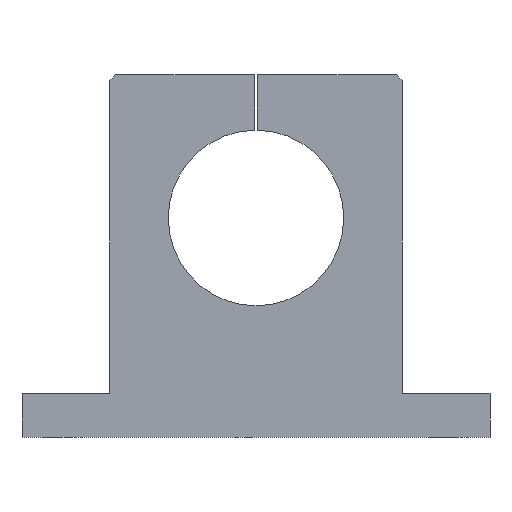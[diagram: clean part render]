
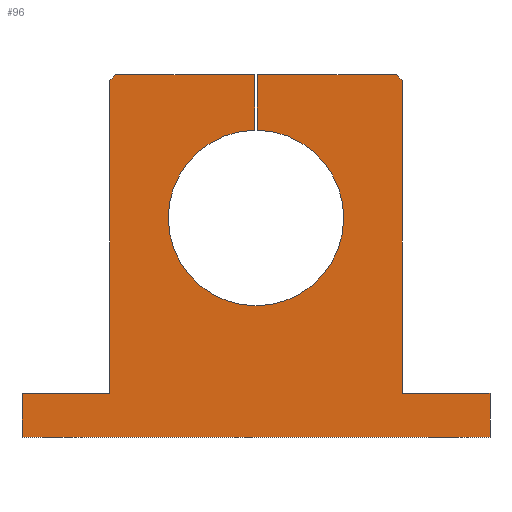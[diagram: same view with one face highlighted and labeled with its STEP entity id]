
A CAD part, front view. The second image highlights one B-rep face of the part: STEP entity #96.
In plain terms, the highlighted planar face has unit normal (0, -1, 0).
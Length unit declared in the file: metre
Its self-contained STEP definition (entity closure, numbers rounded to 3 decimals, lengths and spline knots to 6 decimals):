
#96 = ADVANCED_FACE( '', ( #201 ), #202, .F. );
#201 = FACE_OUTER_BOUND( '', #310, .T. );
#202 = PLANE( '', #311 );
#310 = EDGE_LOOP( '', ( #520, #521, #522, #523, #524, #525, #526, #527, #528, #529, #530, #531, #532, #533 ) );
#311 = AXIS2_PLACEMENT_3D( '', #534, #535, #536 );
#520 = ORIENTED_EDGE( '', *, *, #684, .F. );
#521 = ORIENTED_EDGE( '', *, *, #643, .T. );
#522 = ORIENTED_EDGE( '', *, *, #681, .F. );
#523 = ORIENTED_EDGE( '', *, *, #685, .T. );
#524 = ORIENTED_EDGE( '', *, *, #651, .T. );
#525 = ORIENTED_EDGE( '', *, *, #686, .T. );
#526 = ORIENTED_EDGE( '', *, *, #655, .F. );
#527 = ORIENTED_EDGE( '', *, *, #672, .T. );
#528 = ORIENTED_EDGE( '', *, *, #626, .F. );
#529 = ORIENTED_EDGE( '', *, *, #664, .F. );
#530 = ORIENTED_EDGE( '', *, *, #687, .F. );
#531 = ORIENTED_EDGE( '', *, *, #688, .F. );
#532 = ORIENTED_EDGE( '', *, *, #647, .F. );
#533 = ORIENTED_EDGE( '', *, *, #617, .F. );
#534 = CARTESIAN_POINT( '', ( -0.08, -0.024, 0. ) );
#535 = DIRECTION( '', ( 0., 1., 0. ) );
#536 = DIRECTION( '', ( 0., 0., 1. ) );
#617 = EDGE_CURVE( '', #729, #731, #732, .T. );
#626 = EDGE_CURVE( '', #745, #746, #747, .T. );
#643 = EDGE_CURVE( '', #774, #775, #776, .F. );
#647 = EDGE_CURVE( '', #731, #780, #781, .T. );
#651 = EDGE_CURVE( '', #786, #784, #787, .T. );
#655 = EDGE_CURVE( '', #790, #792, #793, .T. );
#664 = EDGE_CURVE( '', #803, #745, #805, .T. );
#672 = EDGE_CURVE( '', #790, #746, #815, .F. );
#681 = EDGE_CURVE( '', #826, #775, #827, .T. );
#684 = EDGE_CURVE( '', #774, #729, #830, .T. );
#685 = EDGE_CURVE( '', #826, #786, #831, .T. );
#686 = EDGE_CURVE( '', #784, #792, #832, .T. );
#687 = EDGE_CURVE( '', #833, #803, #834, .T. );
#688 = EDGE_CURVE( '', #780, #833, #835, .T. );
#729 = VERTEX_POINT( '', #890 );
#731 = VERTEX_POINT( '', #893 );
#732 = LINE( '', #894, #895 );
#745 = VERTEX_POINT( '', #909 );
#746 = VERTEX_POINT( '', #910 );
#747 = LINE( '', #911, #912 );
#774 = VERTEX_POINT( '', #949 );
#775 = VERTEX_POINT( '', #950 );
#776 = LINE( '', #951, #952 );
#780 = VERTEX_POINT( '', #958 );
#781 = LINE( '', #959, #960 );
#784 = VERTEX_POINT( '', #964 );
#786 = VERTEX_POINT( '', #967 );
#787 = CIRCLE( '', #968, 0.03 );
#790 = VERTEX_POINT( '', #972 );
#792 = VERTEX_POINT( '', #975 );
#793 = LINE( '', #976, #977 );
#803 = VERTEX_POINT( '', #992 );
#805 = LINE( '', #995, #996 );
#815 = LINE( '', #1010, #1011 );
#826 = VERTEX_POINT( '', #1024 );
#827 = LINE( '', #1025, #1026 );
#830 = LINE( '', #1030, #1031 );
#831 = LINE( '', #1032, #1033 );
#832 = LINE( '', #1034, #1035 );
#833 = VERTEX_POINT( '', #1036 );
#834 = LINE( '', #1037, #1038 );
#835 = LINE( '', #1039, #1040 );
#890 = CARTESIAN_POINT( '', ( 0.05, -0.024, 0.015 ) );
#893 = CARTESIAN_POINT( '', ( 0.08, -0.024, 0.015 ) );
#894 = CARTESIAN_POINT( '', ( 0.05, -0.024, 0.015 ) );
#895 = VECTOR( '', #1070, 1. );
#909 = CARTESIAN_POINT( '', ( -0.05, -0.024, 0.015 ) );
#910 = CARTESIAN_POINT( '', ( -0.05, -0.024, 0.122 ) );
#911 = CARTESIAN_POINT( '', ( -0.05, -0.024, 0.015 ) );
#912 = VECTOR( '', #1084, 1. );
#949 = CARTESIAN_POINT( '', ( 0.05, -0.024, 0.122 ) );
#950 = CARTESIAN_POINT( '', ( 0.048, -0.024, 0.124 ) );
#951 = CARTESIAN_POINT( '', ( 0.048, -0.024, 0.124 ) );
#952 = VECTOR( '', #1101, 1. );
#958 = CARTESIAN_POINT( '', ( 0.08, -0.024, 0. ) );
#959 = CARTESIAN_POINT( '', ( 0.08, -0.024, 0.015 ) );
#960 = VECTOR( '', #1104, 1. );
#964 = CARTESIAN_POINT( '', ( -0.0005, -0.024, 0.104996 ) );
#967 = CARTESIAN_POINT( '', ( 0.0005, -0.024, 0.104996 ) );
#968 = AXIS2_PLACEMENT_3D( '', #1107, #1108, #1109 );
#972 = CARTESIAN_POINT( '', ( -0.048, -0.024, 0.124 ) );
#975 = CARTESIAN_POINT( '', ( -0.0005, -0.024, 0.124 ) );
#976 = CARTESIAN_POINT( '', ( -0.05, -0.024, 0.124 ) );
#977 = VECTOR( '', #1112, 1. );
#992 = CARTESIAN_POINT( '', ( -0.08, -0.024, 0.015 ) );
#995 = CARTESIAN_POINT( '', ( -0.08, -0.024, 0.015 ) );
#996 = VECTOR( '', #1119, 1. );
#1010 = CARTESIAN_POINT( '', ( -0.05, -0.024, 0.122 ) );
#1011 = VECTOR( '', #1124, 1. );
#1024 = CARTESIAN_POINT( '', ( 0.0005, -0.024, 0.124 ) );
#1025 = CARTESIAN_POINT( '', ( -0.05, -0.024, 0.124 ) );
#1026 = VECTOR( '', #1133, 1. );
#1030 = CARTESIAN_POINT( '', ( 0.05, -0.024, 0.124 ) );
#1031 = VECTOR( '', #1135, 1. );
#1032 = CARTESIAN_POINT( '', ( 0.0005, -0.024, 0.124 ) );
#1033 = VECTOR( '', #1136, 1. );
#1034 = CARTESIAN_POINT( '', ( -0.0005, -0.024, 0.075 ) );
#1035 = VECTOR( '', #1137, 1. );
#1036 = CARTESIAN_POINT( '', ( -0.08, -0.024, 0. ) );
#1037 = CARTESIAN_POINT( '', ( -0.08, -0.024, 0. ) );
#1038 = VECTOR( '', #1138, 1. );
#1039 = CARTESIAN_POINT( '', ( 0.08, -0.024, 0. ) );
#1040 = VECTOR( '', #1139, 1. );
#1070 = DIRECTION( '', ( 1., 0., 0. ) );
#1084 = DIRECTION( '', ( 0., 0., 1. ) );
#1101 = DIRECTION( '', ( 0.707, 0., -0.707 ) );
#1104 = DIRECTION( '', ( 0., 0., -1. ) );
#1107 = CARTESIAN_POINT( '', ( 0., -0.024, 0.075 ) );
#1108 = DIRECTION( '', ( 0., 1., 0. ) );
#1109 = DIRECTION( '', ( 1., 0., 0. ) );
#1112 = DIRECTION( '', ( 1., 0., 0. ) );
#1119 = DIRECTION( '', ( 1., 0., 0. ) );
#1124 = DIRECTION( '', ( 0.707, 0., 0.707 ) );
#1133 = DIRECTION( '', ( 1., 0., 0. ) );
#1135 = DIRECTION( '', ( 0., 0., -1. ) );
#1136 = DIRECTION( '', ( 0., 0., -1. ) );
#1137 = DIRECTION( '', ( 0., 0., 1. ) );
#1138 = DIRECTION( '', ( 0., 0., 1. ) );
#1139 = DIRECTION( '', ( -1., 0., 0. ) );
